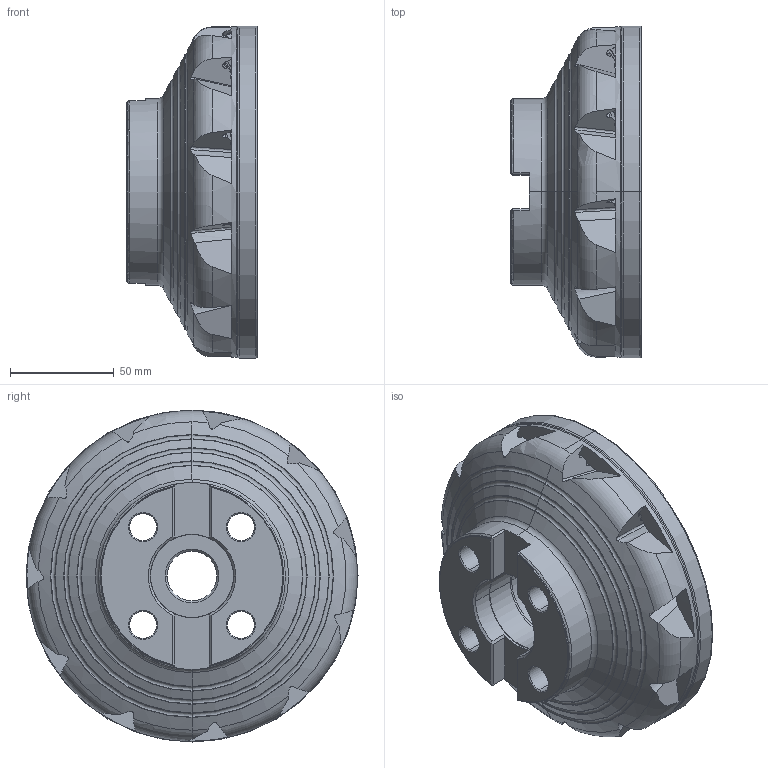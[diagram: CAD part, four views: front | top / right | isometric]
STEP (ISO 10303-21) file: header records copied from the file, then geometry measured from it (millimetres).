
FILE_DESCRIPTION (( 'STEP AP214' ), '1' );
FILE_NAME ('90PP-160-853-11.STEP', '2011-12-06T08:47:07', ( '' ), ( '' ), 'SwSTEP 2.0', 'SolidWorks 2010', '' );
FILE_SCHEMA (( 'AUTOMOTIVE_DESIGN' ));
Length unit declared in the file: millimetre
Products named in the file (1): 90PP-160-853-11
Bounding box: 63 x 160 x 160 mm (x, y, z)
Volume: 688403.4 mm3; surface area: 86424.8 mm2
Topology: 1 solids, 12 shells, 601 faces, 1599 edges, 1005 vertices
Faces by surface type: cylinder 197, plane 170, cone 126, torus 86, bspline 22
Entity records: 20387 total; most frequent: CARTESIAN_POINT 6382, ORIENTED_EDGE 3198, DIRECTION 2624, EDGE_CURVE 1599, AXIS2_PLACEMENT_3D 1026, VERTEX_POINT 1005, EDGE_LOOP 616, ADVANCED_FACE 601
